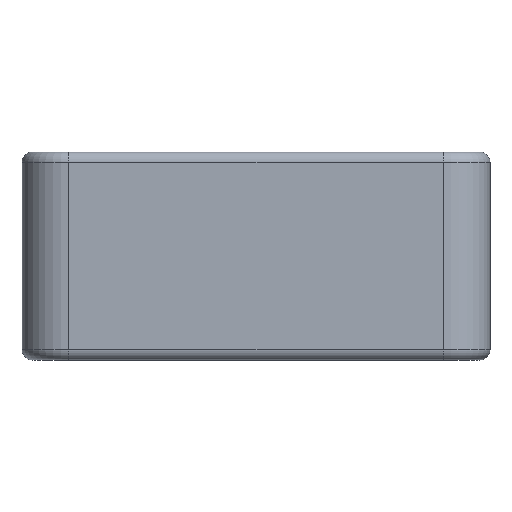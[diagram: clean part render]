
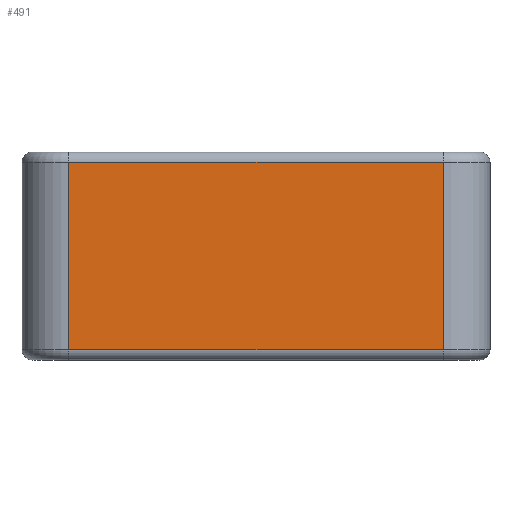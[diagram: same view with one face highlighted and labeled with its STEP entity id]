
A CAD part, front view. The second image highlights one B-rep face of the part: STEP entity #491.
In plain terms, the highlighted planar face has unit normal (0, -1, 0).
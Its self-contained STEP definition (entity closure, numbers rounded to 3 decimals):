
#491 = ADVANCED_FACE ( 'NONE', ( #2966 ), #2555, .F. ) ;
#709 = ORIENTED_EDGE ( 'NONE', *, *, #3235, .T. ) ;
#710 = ORIENTED_EDGE ( 'NONE', *, *, #3234, .T. ) ;
#711 = ORIENTED_EDGE ( 'NONE', *, *, #3232, .T. ) ;
#716 = ORIENTED_EDGE ( 'NONE', *, *, #3233, .T. ) ;
#1505 = EDGE_LOOP ( 'NONE', ( #711, #716, #710, #709 ) ) ;
#1552 = VERTEX_POINT ( 'NONE', #2828 ) ;
#1555 = VERTEX_POINT ( 'NONE', #2835 ) ;
#1556 = VERTEX_POINT ( 'NONE', #2830 ) ;
#1560 = VERTEX_POINT ( 'NONE', #2839 ) ;
#1837 = AXIS2_PLACEMENT_3D ( 'NONE', #2548, #2557, #2558 ) ;
#2548 = CARTESIAN_POINT ( 'NONE',  ( -22.5, 0., 20. ) ) ;
#2555 = PLANE ( 'NONE',  #1837 ) ;
#2557 = DIRECTION ( 'NONE',  ( 0., 1., 0. ) ) ;
#2558 = DIRECTION ( 'NONE',  ( 0., 0., 1. ) ) ;
#2828 = CARTESIAN_POINT ( 'NONE',  ( 18., 0., 19. ) ) ;
#2830 = CARTESIAN_POINT ( 'NONE',  ( 18., 0., 1. ) ) ;
#2835 = CARTESIAN_POINT ( 'NONE',  ( -18., 0., 1. ) ) ;
#2839 = CARTESIAN_POINT ( 'NONE',  ( -18., 0., 19. ) ) ;
#2966 = FACE_OUTER_BOUND ( 'NONE', #1505, .T. ) ;
#3232 = EDGE_CURVE ( 'NONE', #1560, #1555, #4143, .T. ) ;
#3233 = EDGE_CURVE ( 'NONE', #1555, #1556, #4137, .T. ) ;
#3234 = EDGE_CURVE ( 'NONE', #1556, #1552, #4147, .T. ) ;
#3235 = EDGE_CURVE ( 'NONE', #1552, #1560, #4149, .T. ) ;
#3711 = CARTESIAN_POINT ( 'NONE',  ( 18., 0., 1. ) ) ;
#3726 = CARTESIAN_POINT ( 'NONE',  ( -18., 0., 20. ) ) ;
#3728 = DIRECTION ( 'NONE',  ( 0., 0., -1. ) ) ;
#3729 = DIRECTION ( 'NONE',  ( 1., 0., 0. ) ) ;
#3730 = CARTESIAN_POINT ( 'NONE',  ( 18., 0., 20. ) ) ;
#3731 = DIRECTION ( 'NONE',  ( 0., 0., 1. ) ) ;
#3732 = CARTESIAN_POINT ( 'NONE',  ( -22.5, 0., 19. ) ) ;
#3733 = DIRECTION ( 'NONE',  ( -1., 0., 0. ) ) ;
#4137 = LINE ( 'NONE', #3711, #4148 ) ;
#4143 = LINE ( 'NONE', #3726, #4146 ) ;
#4146 = VECTOR ( 'NONE', #3728, 1000. ) ;
#4147 = LINE ( 'NONE', #3730, #4150 ) ;
#4148 = VECTOR ( 'NONE', #3729, 1000. ) ;
#4149 = LINE ( 'NONE', #3732, #4152 ) ;
#4150 = VECTOR ( 'NONE', #3731, 1000. ) ;
#4152 = VECTOR ( 'NONE', #3733, 1000. ) ;
